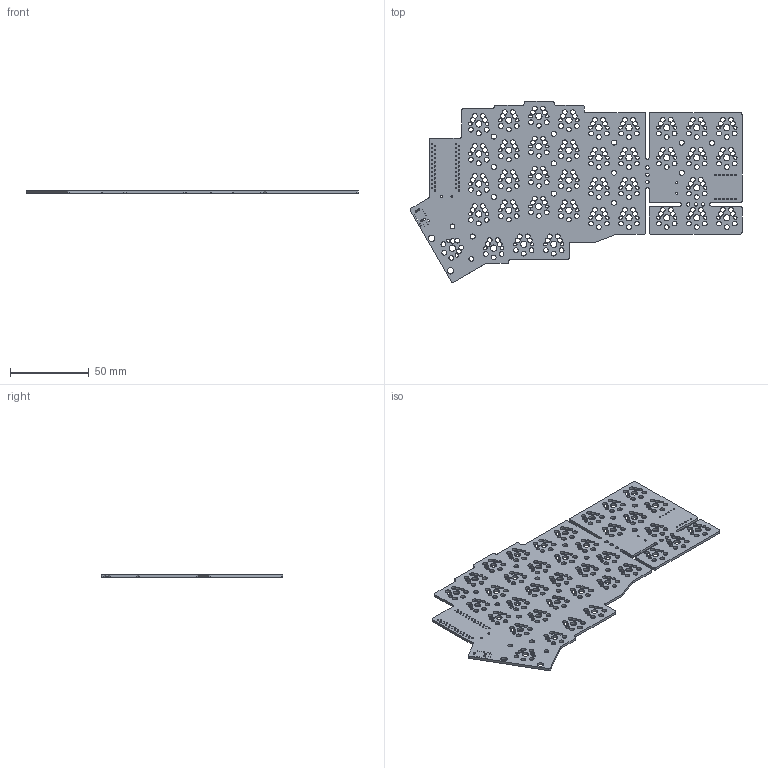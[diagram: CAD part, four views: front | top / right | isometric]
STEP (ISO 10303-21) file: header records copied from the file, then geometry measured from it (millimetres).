
FILE_DESCRIPTION(/* description */ (''),/* implementation_level */ '2;1');
FILE_NAME(/* name */ 'Breeze_Rev1 v3.step',/* time_stamp */ '2021-03-19T10:27:59-07:00',/* author */ (''),/* organization */ (''),/* preprocessor_version */ 'ST-DEVELOPER v18.1',/* originating_system */ 'Autodesk Translation Framework v9.10.0.1330',/* authorisation */ '');
FILE_SCHEMA (('AUTOMOTIVE_DESIGN { 1 0 10303 214 3 1 1 }'));
Length unit declared in the file: millimetre
Products named in the file (2): Breeze_Rev1; COMPOUND
Assembly tree (1 placements, depth 2):
  Breeze_Rev1
    COMPOUND
Bounding box: 210.55 x 114.85 x 1.6 mm (x, y, z)
Volume: 22854.8 mm3; surface area: 35862.2 mm2
Topology: 1 solids, 1 shells, 659 faces, 1971 edges, 1314 vertices
Faces by surface type: cylinder 602, plane 57
Full cylindrical faces by diameter (mm): 0.813 x60, 1.2 x4, 1.3 x4, 2.2 x6, 3 x114, 3.048 x2, 3.2 x13, 3.988 x2, 4 x38
Entity records: 24581 total; most frequent: DIRECTION 4499, CARTESIAN_POINT 3947, ORIENTED_EDGE 3942, EDGE_CURVE 1971, AXIS2_PLACEMENT_3D 1866, EDGE_LOOP 1465, VERTEX_POINT 1314, CIRCLE 1204
